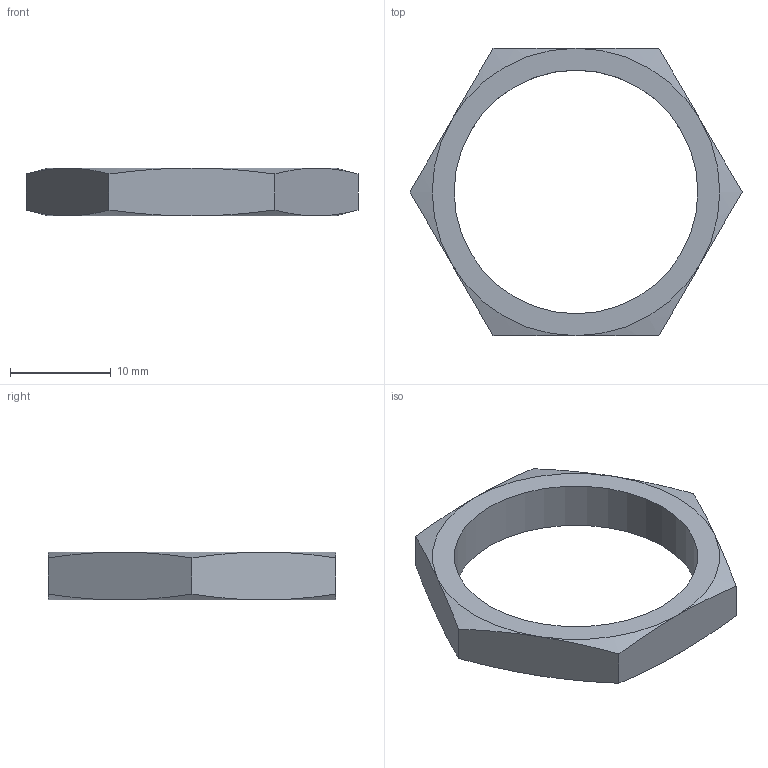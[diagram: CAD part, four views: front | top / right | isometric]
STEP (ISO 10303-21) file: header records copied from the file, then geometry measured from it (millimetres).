
FILE_DESCRIPTION((''),'2;1');
FILE_NAME('Chassis_Serrure_Ecrou_Hex.stp','2009-02-12T21:11:58',('Alex_Cyril'),(''),'Autodesk Inventor 11','Autodesk Inventor 11','');
FILE_SCHEMA(('AUTOMOTIVE_DESIGN { 1 0 10303 214 1 1 1 1 }'));
Length unit declared in the file: inch
Products named in the file (1): Chassis_Serrure_Ecrou_Hex
Bounding box: 33 x 28.57 x 4.76 mm (x, y, z)
Volume: 1151.9 mm3; surface area: 1291.7 mm2
Topology: 1 solids, 1 shells, 21 faces, 45 edges, 26 vertices
Faces by surface type: cone 12, plane 8, cylinder 1
Full cylindrical faces by diameter (mm): 24.209 x1
Entity records: 653 total; most frequent: CARTESIAN_POINT 212, ORIENTED_EDGE 88, DIRECTION 78, EDGE_CURVE 44, AXIS2_PLACEMENT_3D 36, VERTEX_POINT 26, EDGE_LOOP 24, B_SPLINE_CURVE_WITH_KNOTS 24
